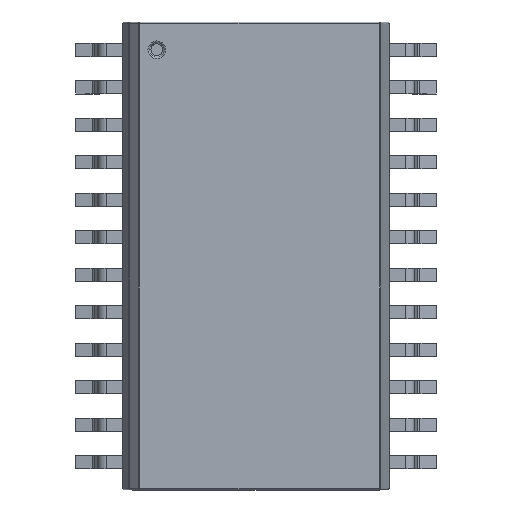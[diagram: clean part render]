
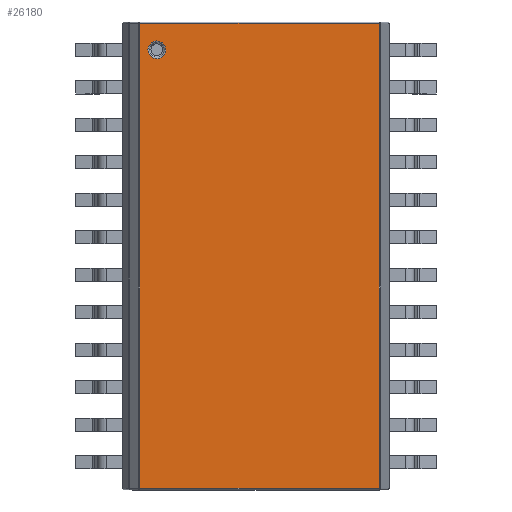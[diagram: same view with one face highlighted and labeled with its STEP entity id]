
A CAD part, top view. The second image highlights one B-rep face of the part: STEP entity #26180.
In plain terms, the highlighted planar face has unit normal (0, 0, 1).
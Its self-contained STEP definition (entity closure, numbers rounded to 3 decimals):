
#24197 = CYLINDRICAL_SURFACE('',#24198,0.05);
#24198 = AXIS2_PLACEMENT_3D('',#24199,#24200,#24201);
#24199 = CARTESIAN_POINT('',(4.21,7.875,2.59));
#24200 = DIRECTION('',(-1.,-0.,0.));
#24201 = DIRECTION('',(-0.,1.,0.));
#24443 = CYLINDRICAL_SURFACE('',#24444,0.05);
#24444 = AXIS2_PLACEMENT_3D('',#24445,#24446,#24447);
#24445 = CARTESIAN_POINT('',(4.21,-7.875,2.59));
#24446 = DIRECTION('',(-1.,-0.,0.));
#24447 = DIRECTION('',(0.,-1.,0.));
#25201 = VERTEX_POINT('',#25202);
#25202 = CARTESIAN_POINT('',(4.172,7.875,2.64));
#25222 = EDGE_CURVE('',#25201,#25223,#25225,.T.);
#25223 = VERTEX_POINT('',#25224);
#25224 = CARTESIAN_POINT('',(-3.933,7.875,2.64));
#25225 = SURFACE_CURVE('',#25226,(#25230,#25237),.PCURVE_S1.);
#25226 = LINE('',#25227,#25228);
#25227 = CARTESIAN_POINT('',(4.21,7.875,2.64));
#25228 = VECTOR('',#25229,1.);
#25229 = DIRECTION('',(-1.,-0.,0.));
#25230 = PCURVE('',#24197,#25231);
#25231 = DEFINITIONAL_REPRESENTATION('',(#25232),#25236);
#25232 = LINE('',#25233,#25234);
#25233 = CARTESIAN_POINT('',(-1.571,0.));
#25234 = VECTOR('',#25235,1.);
#25235 = DIRECTION('',(-0.,1.));
#25236 = ( GEOMETRIC_REPRESENTATION_CONTEXT(2) 
PARAMETRIC_REPRESENTATION_CONTEXT() REPRESENTATION_CONTEXT('2D SPACE',''
  ) );
#25237 = PCURVE('',#25238,#25243);
#25238 = PLANE('',#25239);
#25239 = AXIS2_PLACEMENT_3D('',#25240,#25241,#25242);
#25240 = CARTESIAN_POINT('',(4.21,7.925,2.64));
#25241 = DIRECTION('',(0.,0.,-1.));
#25242 = DIRECTION('',(-1.,-0.,0.));
#25243 = DEFINITIONAL_REPRESENTATION('',(#25244),#25248);
#25244 = LINE('',#25245,#25246);
#25245 = CARTESIAN_POINT('',(0.,-0.05));
#25246 = VECTOR('',#25247,1.);
#25247 = DIRECTION('',(1.,0.));
#25248 = ( GEOMETRIC_REPRESENTATION_CONTEXT(2) 
PARAMETRIC_REPRESENTATION_CONTEXT() REPRESENTATION_CONTEXT('2D SPACE',''
  ) );
#25674 = VERTEX_POINT('',#25675);
#25675 = CARTESIAN_POINT('',(4.172,-7.875,2.64));
#25695 = EDGE_CURVE('',#25674,#25696,#25698,.T.);
#25696 = VERTEX_POINT('',#25697);
#25697 = CARTESIAN_POINT('',(-3.933,-7.875,2.64));
#25698 = SURFACE_CURVE('',#25699,(#25703,#25710),.PCURVE_S1.);
#25699 = LINE('',#25700,#25701);
#25700 = CARTESIAN_POINT('',(4.21,-7.875,2.64));
#25701 = VECTOR('',#25702,1.);
#25702 = DIRECTION('',(-1.,-0.,0.));
#25703 = PCURVE('',#24443,#25704);
#25704 = DEFINITIONAL_REPRESENTATION('',(#25705),#25709);
#25705 = LINE('',#25706,#25707);
#25706 = CARTESIAN_POINT('',(1.571,0.));
#25707 = VECTOR('',#25708,1.);
#25708 = DIRECTION('',(0.,1.));
#25709 = ( GEOMETRIC_REPRESENTATION_CONTEXT(2) 
PARAMETRIC_REPRESENTATION_CONTEXT() REPRESENTATION_CONTEXT('2D SPACE',''
  ) );
#25710 = PCURVE('',#25238,#25711);
#25711 = DEFINITIONAL_REPRESENTATION('',(#25712),#25716);
#25712 = LINE('',#25713,#25714);
#25713 = CARTESIAN_POINT('',(0.,-15.8));
#25714 = VECTOR('',#25715,1.);
#25715 = DIRECTION('',(1.,0.));
#25716 = ( GEOMETRIC_REPRESENTATION_CONTEXT(2) 
PARAMETRIC_REPRESENTATION_CONTEXT() REPRESENTATION_CONTEXT('2D SPACE',''
  ) );
#26063 = CYLINDRICAL_SURFACE('',#26064,0.05);
#26064 = AXIS2_PLACEMENT_3D('',#26065,#26066,#26067);
#26065 = CARTESIAN_POINT('',(4.172,7.925,2.59));
#26066 = DIRECTION('',(0.,-1.,0.));
#26067 = DIRECTION('',(0.966,0.,0.259
    ));
#26122 = CYLINDRICAL_SURFACE('',#26123,0.05);
#26123 = AXIS2_PLACEMENT_3D('',#26124,#26125,#26126);
#26124 = CARTESIAN_POINT('',(-3.933,7.925,2.59));
#26125 = DIRECTION('',(0.,-1.,0.));
#26126 = DIRECTION('',(0.,0.,1.));
#26180 = ADVANCED_FACE('',(#26181,#26227),#25238,.F.);
#26181 = FACE_BOUND('',#26182,.F.);
#26182 = EDGE_LOOP('',(#26183,#26184,#26205,#26206));
#26183 = ORIENTED_EDGE('',*,*,#25222,.F.);
#26184 = ORIENTED_EDGE('',*,*,#26185,.T.);
#26185 = EDGE_CURVE('',#25201,#25674,#26186,.T.);
#26186 = SURFACE_CURVE('',#26187,(#26191,#26198),.PCURVE_S1.);
#26187 = LINE('',#26188,#26189);
#26188 = CARTESIAN_POINT('',(4.172,7.925,2.64));
#26189 = VECTOR('',#26190,1.);
#26190 = DIRECTION('',(0.,-1.,0.));
#26191 = PCURVE('',#25238,#26192);
#26192 = DEFINITIONAL_REPRESENTATION('',(#26193),#26197);
#26193 = LINE('',#26194,#26195);
#26194 = CARTESIAN_POINT('',(0.038,0.));
#26195 = VECTOR('',#26196,1.);
#26196 = DIRECTION('',(0.,-1.));
#26197 = ( GEOMETRIC_REPRESENTATION_CONTEXT(2) 
PARAMETRIC_REPRESENTATION_CONTEXT() REPRESENTATION_CONTEXT('2D SPACE',''
  ) );
#26198 = PCURVE('',#26063,#26199);
#26199 = DEFINITIONAL_REPRESENTATION('',(#26200),#26204);
#26200 = LINE('',#26201,#26202);
#26201 = CARTESIAN_POINT('',(1.309,0.));
#26202 = VECTOR('',#26203,1.);
#26203 = DIRECTION('',(0.,1.));
#26204 = ( GEOMETRIC_REPRESENTATION_CONTEXT(2) 
PARAMETRIC_REPRESENTATION_CONTEXT() REPRESENTATION_CONTEXT('2D SPACE',''
  ) );
#26205 = ORIENTED_EDGE('',*,*,#25695,.T.);
#26206 = ORIENTED_EDGE('',*,*,#26207,.F.);
#26207 = EDGE_CURVE('',#25223,#25696,#26208,.T.);
#26208 = SURFACE_CURVE('',#26209,(#26213,#26220),.PCURVE_S1.);
#26209 = LINE('',#26210,#26211);
#26210 = CARTESIAN_POINT('',(-3.933,7.925,2.64));
#26211 = VECTOR('',#26212,1.);
#26212 = DIRECTION('',(0.,-1.,0.));
#26213 = PCURVE('',#25238,#26214);
#26214 = DEFINITIONAL_REPRESENTATION('',(#26215),#26219);
#26215 = LINE('',#26216,#26217);
#26216 = CARTESIAN_POINT('',(8.143,0.));
#26217 = VECTOR('',#26218,1.);
#26218 = DIRECTION('',(0.,-1.));
#26219 = ( GEOMETRIC_REPRESENTATION_CONTEXT(2) 
PARAMETRIC_REPRESENTATION_CONTEXT() REPRESENTATION_CONTEXT('2D SPACE',''
  ) );
#26220 = PCURVE('',#26122,#26221);
#26221 = DEFINITIONAL_REPRESENTATION('',(#26222),#26226);
#26222 = LINE('',#26223,#26224);
#26223 = CARTESIAN_POINT('',(0.,0.));
#26224 = VECTOR('',#26225,1.);
#26225 = DIRECTION('',(0.,1.));
#26226 = ( GEOMETRIC_REPRESENTATION_CONTEXT(2) 
PARAMETRIC_REPRESENTATION_CONTEXT() REPRESENTATION_CONTEXT('2D SPACE',''
  ) );
#26227 = FACE_BOUND('',#26228,.F.);
#26228 = EDGE_LOOP('',(#26229));
#26229 = ORIENTED_EDGE('',*,*,#26230,.T.);
#26230 = EDGE_CURVE('',#26231,#26231,#26233,.T.);
#26231 = VERTEX_POINT('',#26232);
#26232 = CARTESIAN_POINT('',(-3.06,6.985,2.64));
#26233 = SURFACE_CURVE('',#26234,(#26239,#26250),.PCURVE_S1.);
#26234 = CIRCLE('',#26235,0.3);
#26235 = AXIS2_PLACEMENT_3D('',#26236,#26237,#26238);
#26236 = CARTESIAN_POINT('',(-3.36,6.985,2.64));
#26237 = DIRECTION('',(0.,0.,1.));
#26238 = DIRECTION('',(1.,0.,0.));
#26239 = PCURVE('',#25238,#26240);
#26240 = DEFINITIONAL_REPRESENTATION('',(#26241),#26249);
#26241 = ( BOUNDED_CURVE() B_SPLINE_CURVE(2,(#26242,#26243,#26244,#26245
    ,#26246,#26247,#26248),.UNSPECIFIED.,.T.,.F.) 
B_SPLINE_CURVE_WITH_KNOTS((1,2,2,2,2,1),(-2.094,0.,
    2.094,4.189,6.283,8.378),
.UNSPECIFIED.) CURVE() GEOMETRIC_REPRESENTATION_ITEM() 
RATIONAL_B_SPLINE_CURVE((1.,0.5,1.,0.5,1.,0.5,1.)) REPRESENTATION_ITEM(
  '') );
#26242 = CARTESIAN_POINT('',(7.27,-0.94));
#26243 = CARTESIAN_POINT('',(7.27,-0.42));
#26244 = CARTESIAN_POINT('',(7.72,-0.68));
#26245 = CARTESIAN_POINT('',(8.17,-0.94));
#26246 = CARTESIAN_POINT('',(7.72,-1.2));
#26247 = CARTESIAN_POINT('',(7.27,-1.46));
#26248 = CARTESIAN_POINT('',(7.27,-0.94));
#26249 = ( GEOMETRIC_REPRESENTATION_CONTEXT(2) 
PARAMETRIC_REPRESENTATION_CONTEXT() REPRESENTATION_CONTEXT('2D SPACE',''
  ) );
#26250 = PCURVE('',#26251,#26256);
#26251 = TOROIDAL_SURFACE('',#26252,0.3,0.05);
#26252 = AXIS2_PLACEMENT_3D('',#26253,#26254,#26255);
#26253 = CARTESIAN_POINT('',(-3.36,6.985,2.59));
#26254 = DIRECTION('',(0.,0.,1.));
#26255 = DIRECTION('',(1.,0.,0.));
#26256 = DEFINITIONAL_REPRESENTATION('',(#26257),#26261);
#26257 = LINE('',#26258,#26259);
#26258 = CARTESIAN_POINT('',(0.,1.571));
#26259 = VECTOR('',#26260,1.);
#26260 = DIRECTION('',(1.,0.));
#26261 = ( GEOMETRIC_REPRESENTATION_CONTEXT(2) 
PARAMETRIC_REPRESENTATION_CONTEXT() REPRESENTATION_CONTEXT('2D SPACE',''
  ) );
